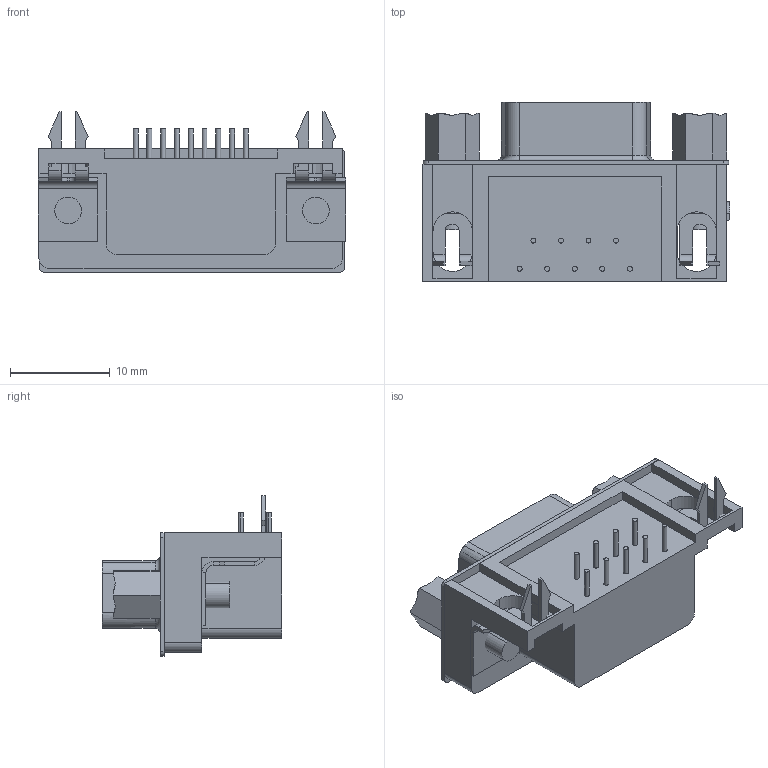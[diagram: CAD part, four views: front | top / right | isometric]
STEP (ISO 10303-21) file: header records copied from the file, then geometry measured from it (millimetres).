
FILE_DESCRIPTION (( 'STEP AP214' ), '1' );
FILE_NAME ('DB9釱郪蚾极.STEP', '2012-02-14T02:14:24', ( 'Lenovo User' ), ( 'Lenovo (Beijing) Limited' ), 'SwSTEP 2.0', 'SolidWorks 2011', '' );
FILE_SCHEMA (( 'AUTOMOTIVE_DESIGN' ));
Length unit declared in the file: millimetre
Products named in the file (5): 縐像; 櫅佪; ヶ結啣; 翋极釱; DB9釱郪蚾极
Assembly tree (6 placements, depth 2):
  DB9釱郪蚾极
    櫅佪  x2
    縐像  x2
    翋极釱
    ヶ結啣
Bounding box: 30.9 x 18 x 16.11 mm (x, y, z)
Volume: 3535.6 mm3; surface area: 4134.6 mm2
Topology: 6 solids, 6 shells, 314 faces, 770 edges, 488 vertices
Faces by surface type: plane 178, cylinder 114, torus 18, cone 4
Entity records: 8059 total; most frequent: DIRECTION 1334, CARTESIAN_POINT 1262, ORIENTED_EDGE 1196, EDGE_CURVE 598, AXIS2_PLACEMENT_3D 490, VERTEX_POINT 382, VECTOR 354, LINE 354
